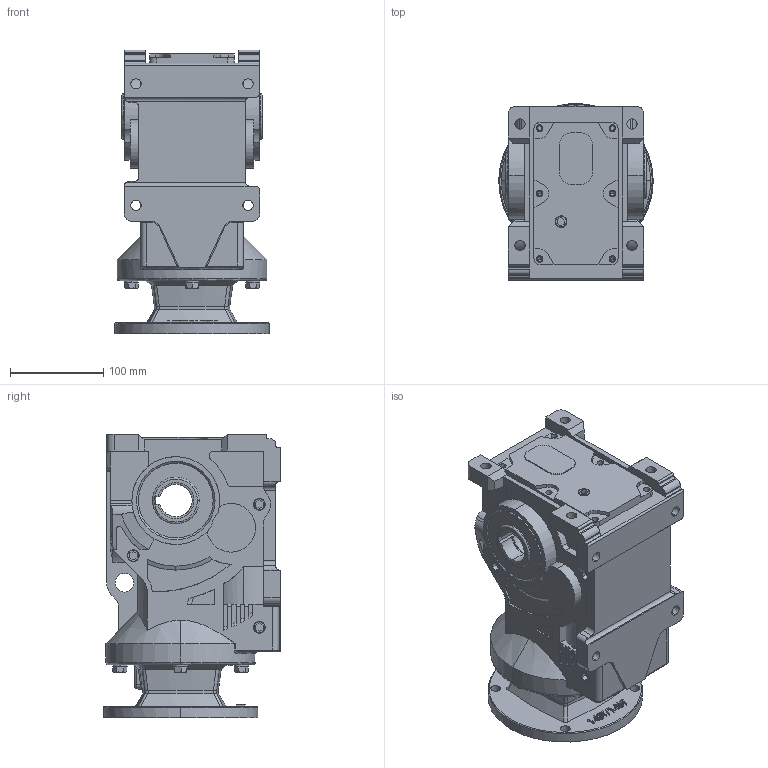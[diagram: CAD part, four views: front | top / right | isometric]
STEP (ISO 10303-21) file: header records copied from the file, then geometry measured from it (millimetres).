
FILE_DESCRIPTION (( 'STEP AP214' ), '1' );
FILE_NAME ('HBR-47-040-B.step', '2019-04-01T14:34:24', ( '' ), ( '' ), 'SwSTEP 2.0', 'SolidWorks 2018', '' );
FILE_SCHEMA (( 'AUTOMOTIVE_DESIGN' ));
Length unit declared in the file: inch
Products named in the file (1): HBR-47-040-B
Bounding box: 165.1 x 189.35 x 303.5 mm (x, y, z)
Volume: 5204078.4 mm3; surface area: 322500.4 mm2
Topology: 1 solids, 1 shells, 1020 faces, 2724 edges, 1783 vertices
Faces by surface type: plane 497, cylinder 309, cone 112, bspline 102
Entity records: 47836 total; most frequent: CARTESIAN_POINT 23539, ORIENTED_EDGE 5428, DIRECTION 4405, EDGE_CURVE 2714, VERTEX_POINT 1783, VECTOR 1499, LINE 1499, AXIS2_PLACEMENT_3D 1453
